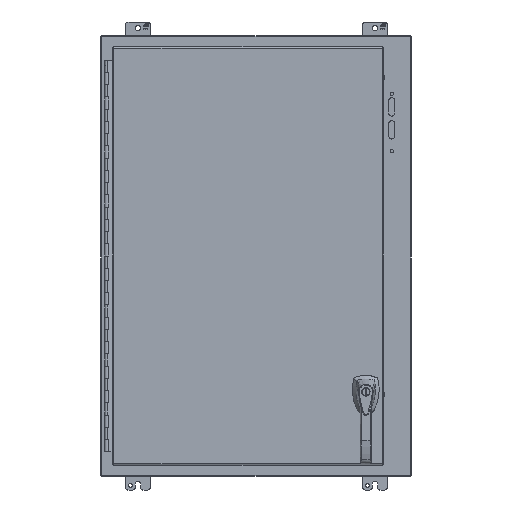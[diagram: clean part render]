
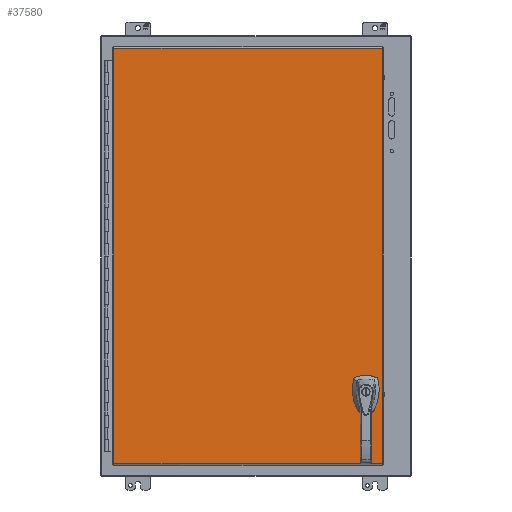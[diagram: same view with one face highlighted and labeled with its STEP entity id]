
A CAD part, front view. The second image highlights one B-rep face of the part: STEP entity #37580.
In plain terms, the highlighted planar face has unit normal (0, -1, 0).
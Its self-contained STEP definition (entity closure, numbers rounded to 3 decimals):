
#336 = CIRCLE ( 'NONE', #42238, 11.24 ) ;
#452 = CARTESIAN_POINT ( 'NONE',  ( -294.78, -225.428, -434.188 ) ) ;
#2359 = DIRECTION ( 'NONE',  ( -1., 0., 0. ) ) ;
#2629 = CARTESIAN_POINT ( 'NONE',  ( 232.968, -225.428, -292.214 ) ) ;
#2838 = EDGE_CURVE ( 'NONE', #33170, #17074, #8355, .T. ) ;
#3434 = ORIENTED_EDGE ( 'NONE', *, *, #48251, .T. ) ;
#5475 = EDGE_CURVE ( 'NONE', #62799, #59580, #336, .T. ) ;
#6545 = LINE ( 'NONE', #40165, #60697 ) ;
#7020 = ORIENTED_EDGE ( 'NONE', *, *, #5475, .T. ) ;
#7192 = ORIENTED_EDGE ( 'NONE', *, *, #42948, .T. ) ;
#7399 = CARTESIAN_POINT ( 'NONE',  ( 227.927, -225.428, -316.154 ) ) ;
#7928 = ORIENTED_EDGE ( 'NONE', *, *, #11132, .T. ) ;
#7958 = AXIS2_PLACEMENT_3D ( 'NONE', #62979, #44121, #58804 ) ;
#8355 = CIRCLE ( 'NONE', #60491, 11.24 ) ;
#9862 = PLANE ( 'NONE',  #7958 ) ;
#10663 = CIRCLE ( 'NONE', #17834, 11.24 ) ;
#11119 = VECTOR ( 'NONE', #36752, 1000. ) ;
#11132 = EDGE_CURVE ( 'NONE', #56027, #49395, #12641, .T. ) ;
#11571 = DIRECTION ( 'NONE',  ( 0., 0., -1. ) ) ;
#12064 = VERTEX_POINT ( 'NONE', #61760 ) ;
#12253 = EDGE_CURVE ( 'NONE', #48221, #61320, #30654, .T. ) ;
#12534 = LINE ( 'NONE', #56668, #63150 ) ;
#12641 = LINE ( 'NONE', #62546, #63293 ) ;
#13468 = DIRECTION ( 'NONE',  ( 0., 1., 0. ) ) ;
#15496 = DIRECTION ( 'NONE',  ( 0., 0., 1. ) ) ;
#16292 = ORIENTED_EDGE ( 'NONE', *, *, #34196, .F. ) ;
#16378 = LINE ( 'NONE', #21513, #28347 ) ;
#16606 = ORIENTED_EDGE ( 'NONE', *, *, #56511, .F. ) ;
#16703 = ORIENTED_EDGE ( 'NONE', *, *, #31218, .F. ) ;
#16798 = DIRECTION ( 'NONE',  ( 0., 1., 0. ) ) ;
#17074 = VERTEX_POINT ( 'NONE', #2629 ) ;
#17834 = AXIS2_PLACEMENT_3D ( 'NONE', #56666, #13468, #27890 ) ;
#19066 = DIRECTION ( 'NONE',  ( 0., 1., 0. ) ) ;
#19911 = VERTEX_POINT ( 'NONE', #24898 ) ;
#20356 = VECTOR ( 'NONE', #2359, 1000. ) ;
#21194 = VECTOR ( 'NONE', #49087, 1000. ) ;
#21513 = CARTESIAN_POINT ( 'NONE',  ( 217.881, -225.428, -287.209 ) ) ;
#22769 = DIRECTION ( 'NONE',  ( -1., 0., 0. ) ) ;
#23003 = VERTEX_POINT ( 'NONE', #54389 ) ;
#23306 = VECTOR ( 'NONE', #49713, 1000. ) ;
#24269 = FACE_BOUND ( 'NONE', #58073, .T. ) ;
#24898 = CARTESIAN_POINT ( 'NONE',  ( 237.973, -225.428, -277.128 ) ) ;
#27677 = CARTESIAN_POINT ( 'NONE',  ( 227.927, -225.428, -282.169 ) ) ;
#27890 = DIRECTION ( 'NONE',  ( 0., 0., -1. ) ) ;
#28347 = VECTOR ( 'NONE', #36219, 1000. ) ;
#28770 = FACE_BOUND ( 'NONE', #30005, .T. ) ;
#29587 = LINE ( 'NONE', #452, #21194 ) ;
#30005 = EDGE_LOOP ( 'NONE', ( #57815 ) ) ;
#30049 = DIRECTION ( 'NONE',  ( 0., 0., -1. ) ) ;
#30623 = VERTEX_POINT ( 'NONE', #55592 ) ;
#30632 = ORIENTED_EDGE ( 'NONE', *, *, #2838, .T. ) ;
#30654 = CIRCLE ( 'NONE', #46013, 11.24 ) ;
#30775 = DIRECTION ( 'NONE',  ( 0., 1., 0. ) ) ;
#30854 = LINE ( 'NONE', #45563, #20356 ) ;
#31218 = EDGE_CURVE ( 'NONE', #23003, #61320, #30854, .T. ) ;
#32256 = CARTESIAN_POINT ( 'NONE',  ( 261.709, -225.428, -434.188 ) ) ;
#33160 = CARTESIAN_POINT ( 'NONE',  ( 227.927, -225.428, -282.169 ) ) ;
#33170 = VERTEX_POINT ( 'NONE', #41574 ) ;
#33223 = CARTESIAN_POINT ( 'NONE',  ( 222.886, -225.428, -292.214 ) ) ;
#33793 = CARTESIAN_POINT ( 'NONE',  ( 227.927, -225.428, -320.396 ) ) ;
#34196 = EDGE_CURVE ( 'NONE', #33170, #19911, #6545, .T. ) ;
#34422 = VERTEX_POINT ( 'NONE', #33793 ) ;
#36219 = DIRECTION ( 'NONE',  ( 0., 0., -1. ) ) ;
#36752 = DIRECTION ( 'NONE',  ( 0., 0., 1. ) ) ;
#37580 = ADVANCED_FACE ( 'NONE', ( #24269, #54009, #28770 ), #9862, .T. ) ;
#40165 = CARTESIAN_POINT ( 'NONE',  ( 237.973, -225.428, -277.128 ) ) ;
#41063 = CARTESIAN_POINT ( 'NONE',  ( 217.881, -225.428, -277.128 ) ) ;
#41548 = EDGE_LOOP ( 'NONE', ( #60316, #7192, #61534, #7928 ) ) ;
#41574 = CARTESIAN_POINT ( 'NONE',  ( 237.973, -225.428, -287.209 ) ) ;
#42238 = AXIS2_PLACEMENT_3D ( 'NONE', #33160, #19066, #43084 ) ;
#42341 = CARTESIAN_POINT ( 'NONE',  ( -294.78, -225.428, -431.444 ) ) ;
#42948 = EDGE_CURVE ( 'NONE', #30623, #12064, #12534, .T. ) ;
#43084 = DIRECTION ( 'NONE',  ( 0., 0., -1. ) ) ;
#44121 = DIRECTION ( 'NONE',  ( 0., -1., 0. ) ) ;
#45563 = CARTESIAN_POINT ( 'NONE',  ( 222.886, -225.428, -272.123 ) ) ;
#46013 = AXIS2_PLACEMENT_3D ( 'NONE', #60453, #54663, #30049 ) ;
#46912 = CIRCLE ( 'NONE', #63274, 4.242 ) ;
#47278 = LINE ( 'NONE', #32256, #11119 ) ;
#47506 = LINE ( 'NONE', #54833, #23306 ) ;
#48221 = VERTEX_POINT ( 'NONE', #41063 ) ;
#48251 = EDGE_CURVE ( 'NONE', #23003, #19911, #10663, .T. ) ;
#49087 = DIRECTION ( 'NONE',  ( 0., 0., -1. ) ) ;
#49395 = VERTEX_POINT ( 'NONE', #49668 ) ;
#49668 = CARTESIAN_POINT ( 'NONE',  ( 261.709, -225.428, -431.444 ) ) ;
#49713 = DIRECTION ( 'NONE',  ( 1., 0., 0. ) ) ;
#51005 = ORIENTED_EDGE ( 'NONE', *, *, #12253, .T. ) ;
#51848 = CARTESIAN_POINT ( 'NONE',  ( 217.881, -225.428, -287.209 ) ) ;
#51959 = DIRECTION ( 'NONE',  ( 0., 0., -1. ) ) ;
#53281 = EDGE_CURVE ( 'NONE', #12064, #56027, #29587, .T. ) ;
#54009 = FACE_OUTER_BOUND ( 'NONE', #41548, .T. ) ;
#54389 = CARTESIAN_POINT ( 'NONE',  ( 232.968, -225.428, -272.123 ) ) ;
#54663 = DIRECTION ( 'NONE',  ( 0., 1., 0. ) ) ;
#54833 = CARTESIAN_POINT ( 'NONE',  ( 232.968, -225.428, -292.214 ) ) ;
#55197 = ORIENTED_EDGE ( 'NONE', *, *, #57548, .F. ) ;
#55592 = CARTESIAN_POINT ( 'NONE',  ( 261.709, -225.428, 431.444 ) ) ;
#56027 = VERTEX_POINT ( 'NONE', #42341 ) ;
#56511 = EDGE_CURVE ( 'NONE', #48221, #59580, #16378, .T. ) ;
#56666 = CARTESIAN_POINT ( 'NONE',  ( 227.927, -225.428, -282.169 ) ) ;
#56668 = CARTESIAN_POINT ( 'NONE',  ( -297.523, -225.428, 431.444 ) ) ;
#57548 = EDGE_CURVE ( 'NONE', #62799, #17074, #47506, .T. ) ;
#57815 = ORIENTED_EDGE ( 'NONE', *, *, #58608, .T. ) ;
#58073 = EDGE_LOOP ( 'NONE', ( #55197, #7020, #16606, #51005, #16703, #3434, #16292, #30632 ) ) ;
#58147 = EDGE_CURVE ( 'NONE', #49395, #30623, #47278, .T. ) ;
#58608 = EDGE_CURVE ( 'NONE', #34422, #34422, #46912, .T. ) ;
#58804 = DIRECTION ( 'NONE',  ( 0., 0., -1. ) ) ;
#59422 = CARTESIAN_POINT ( 'NONE',  ( 222.886, -225.428, -272.123 ) ) ;
#59580 = VERTEX_POINT ( 'NONE', #51848 ) ;
#60316 = ORIENTED_EDGE ( 'NONE', *, *, #58147, .T. ) ;
#60453 = CARTESIAN_POINT ( 'NONE',  ( 227.927, -225.428, -282.169 ) ) ;
#60491 = AXIS2_PLACEMENT_3D ( 'NONE', #27677, #16798, #51959 ) ;
#60697 = VECTOR ( 'NONE', #15496, 1000. ) ;
#61320 = VERTEX_POINT ( 'NONE', #59422 ) ;
#61534 = ORIENTED_EDGE ( 'NONE', *, *, #53281, .T. ) ;
#61760 = CARTESIAN_POINT ( 'NONE',  ( -294.78, -225.428, 431.444 ) ) ;
#62546 = CARTESIAN_POINT ( 'NONE',  ( -297.523, -225.428, -431.444 ) ) ;
#62799 = VERTEX_POINT ( 'NONE', #33223 ) ;
#62845 = DIRECTION ( 'NONE',  ( 1., 0., 0. ) ) ;
#62979 = CARTESIAN_POINT ( 'NONE',  ( -297.523, -225.428, -434.188 ) ) ;
#63150 = VECTOR ( 'NONE', #22769, 1000. ) ;
#63274 = AXIS2_PLACEMENT_3D ( 'NONE', #7399, #30775, #11571 ) ;
#63293 = VECTOR ( 'NONE', #62845, 1000. ) ;
